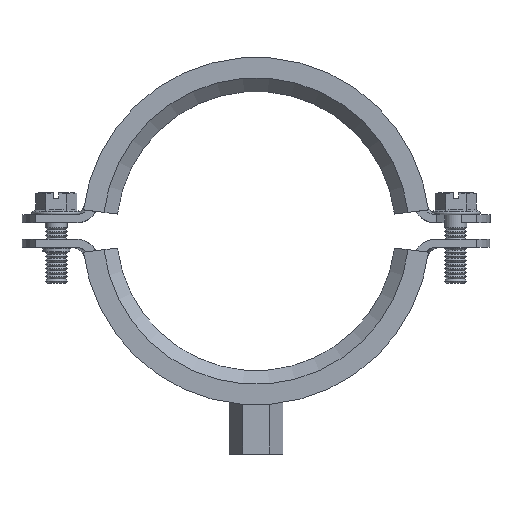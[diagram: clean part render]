
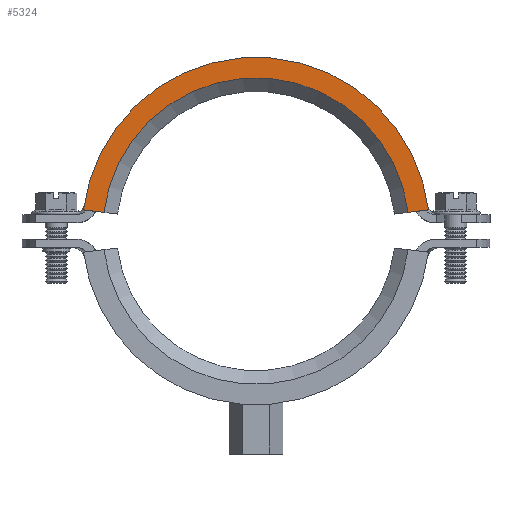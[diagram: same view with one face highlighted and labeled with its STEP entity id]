
A CAD part, front view. The second image highlights one B-rep face of the part: STEP entity #5324.
In plain terms, the highlighted planar face has unit normal (0, -1, 0).
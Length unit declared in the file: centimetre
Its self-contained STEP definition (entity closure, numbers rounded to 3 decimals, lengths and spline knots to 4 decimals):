
#400=CIRCLE('',#5712,63.5);
#402=CIRCLE('',#5716,56.);
#794=FACE_OUTER_BOUND('',#1130,.T.);
#1130=EDGE_LOOP('',(#3751,#3752,#3753,#3754));
#1520=LINE('',#7982,#1893);
#1521=LINE('',#7985,#1894);
#1893=VECTOR('',#6472,1.);
#1894=VECTOR('',#6475,1.);
#2264=VERTEX_POINT('',#7969);
#2265=VERTEX_POINT('',#7971);
#2268=VERTEX_POINT('',#7981);
#2269=VERTEX_POINT('',#7983);
#2818=EDGE_CURVE('',#2264,#2265,#400,.T.);
#2823=EDGE_CURVE('',#2264,#2268,#1520,.T.);
#2824=EDGE_CURVE('',#2268,#2269,#402,.T.);
#2825=EDGE_CURVE('',#2269,#2265,#1521,.T.);
#3751=ORIENTED_EDGE('',*,*,#2823,.T.);
#3752=ORIENTED_EDGE('',*,*,#2824,.T.);
#3753=ORIENTED_EDGE('',*,*,#2825,.T.);
#3754=ORIENTED_EDGE('',*,*,#2818,.F.);
#5196=PLANE('',#5715);
#5324=ADVANCED_FACE('',(#794),#5196,.T.);
#5712=AXIS2_PLACEMENT_3D('',#7972,#6461,#6462);
#5715=AXIS2_PLACEMENT_3D('',#7980,#6470,#6471);
#5716=AXIS2_PLACEMENT_3D('',#7984,#6473,#6474);
#6461=DIRECTION('center_axis',(0.,1.,0.));
#6462=DIRECTION('ref_axis',(-1.,0.,0.));
#6470=DIRECTION('center_axis',(0.,-1.,0.));
#6471=DIRECTION('ref_axis',(1.,0.,0.));
#6472=DIRECTION('',(0.993,0.,-0.122));
#6473=DIRECTION('center_axis',(0.,1.,0.));
#6474=DIRECTION('ref_axis',(-1.,0.,0.));
#6475=DIRECTION('',(0.993,0.,0.122));
#7969=CARTESIAN_POINT('',(-63.0267,-17.5,89.2387));
#7971=CARTESIAN_POINT('',(63.0267,-17.5,89.2387));
#7972=CARTESIAN_POINT('Origin',(0.,-17.5,81.5));
#7980=CARTESIAN_POINT('Origin',(0.,-17.5,18.));
#7981=CARTESIAN_POINT('',(-55.5826,-17.5,88.3247));
#7982=CARTESIAN_POINT('',(3.8405,-17.5,81.0284));
#7983=CARTESIAN_POINT('',(55.5826,-17.5,88.3247));
#7984=CARTESIAN_POINT('Origin',(0.,-17.5,81.5));
#7985=CARTESIAN_POINT('',(45.7868,-17.5,87.1219));
